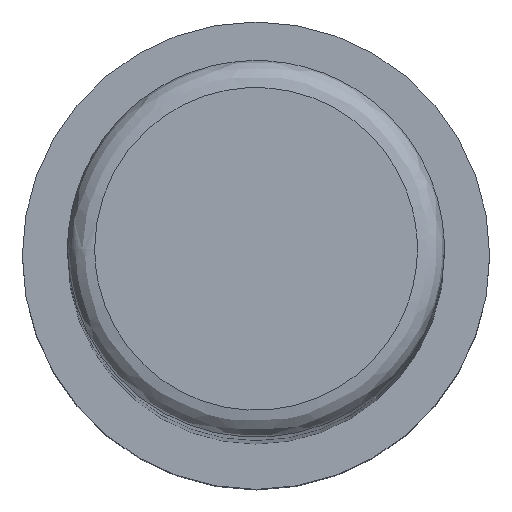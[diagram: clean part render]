
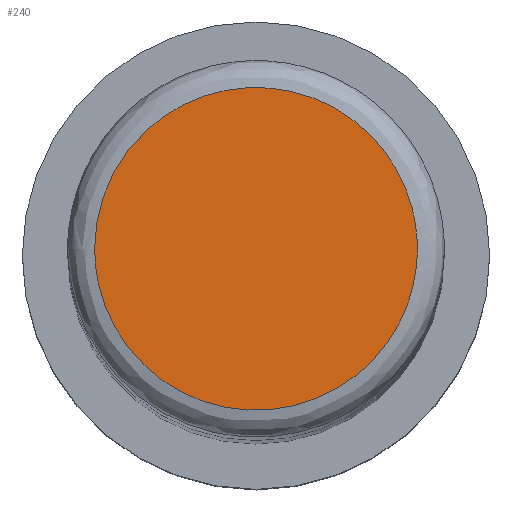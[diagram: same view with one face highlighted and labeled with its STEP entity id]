
A CAD part, top view. The second image highlights one B-rep face of the part: STEP entity #240.
In plain terms, the highlighted planar face has unit normal (0, 0, 1).
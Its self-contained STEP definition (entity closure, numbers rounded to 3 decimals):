
#22=B_SPLINE_CURVE_WITH_KNOTS('',3,(#584,#585,#586,#587,#588,#589,#590,
#591,#592,#593,#594,#595,#596,#597,#598,#599,#600,#601,#602,#603),
 .UNSPECIFIED.,.T.,.F.,(4,1,1,1,1,1,1,1,1,1,1,1,1,1,1,1,1,4),(-2.116,
-2.041,-1.965,-1.814,-1.663,
-1.512,-1.36,-1.209,-1.108,
-1.008,-0.907,-0.756,-0.605,
-0.453,-0.302,-0.151,-0.076,
0.),.UNSPECIFIED.);
#32=PLANE('',#277);
#52=FACE_OUTER_BOUND('',#70,.T.);
#70=EDGE_LOOP('',(#214));
#129=VERTEX_POINT('',#556);
#158=EDGE_CURVE('',#129,#129,#22,.T.);
#214=ORIENTED_EDGE('',*,*,#158,.F.);
#240=ADVANCED_FACE('',(#52),#32,.T.);
#277=AXIS2_PLACEMENT_3D('',#608,#334,#335);
#334=DIRECTION('center_axis',(0.,0.,1.));
#335=DIRECTION('ref_axis',(1.,0.,0.));
#556=CARTESIAN_POINT('',(-3.383,0.,90.));
#584=CARTESIAN_POINT('Ctrl Pts',(-3.383,0.,
90.));
#585=CARTESIAN_POINT('Ctrl Pts',(-3.383,0.253,90.));
#586=CARTESIAN_POINT('Ctrl Pts',(-3.326,0.759,90.));
#587=CARTESIAN_POINT('Ctrl Pts',(-2.99,1.721,90.));
#588=CARTESIAN_POINT('Ctrl Pts',(-2.182,2.736,90.));
#589=CARTESIAN_POINT('Ctrl Pts',(-0.778,3.411,90.));
#590=CARTESIAN_POINT('Ctrl Pts',(0.778,3.412,90.));
#591=CARTESIAN_POINT('Ctrl Pts',(2.181,2.735,90.));
#592=CARTESIAN_POINT('Ctrl Pts',(3.044,1.654,90.));
#593=CARTESIAN_POINT('Ctrl Pts',(3.396,0.512,90.));
#594=CARTESIAN_POINT('Ctrl Pts',(3.396,-0.512,90.));
#595=CARTESIAN_POINT('Ctrl Pts',(3.044,-1.653,90.));
#596=CARTESIAN_POINT('Ctrl Pts',(2.182,-2.735,90.));
#597=CARTESIAN_POINT('Ctrl Pts',(0.779,-3.412,90.));
#598=CARTESIAN_POINT('Ctrl Pts',(-0.778,-3.411,90.));
#599=CARTESIAN_POINT('Ctrl Pts',(-2.182,-2.736,90.));
#600=CARTESIAN_POINT('Ctrl Pts',(-2.99,-1.721,90.));
#601=CARTESIAN_POINT('Ctrl Pts',(-3.326,-0.759,90.));
#602=CARTESIAN_POINT('Ctrl Pts',(-3.383,-0.253,90.));
#603=CARTESIAN_POINT('Ctrl Pts',(-3.383,0.,
90.));
#608=CARTESIAN_POINT('Origin',(0.,0.,90.));
